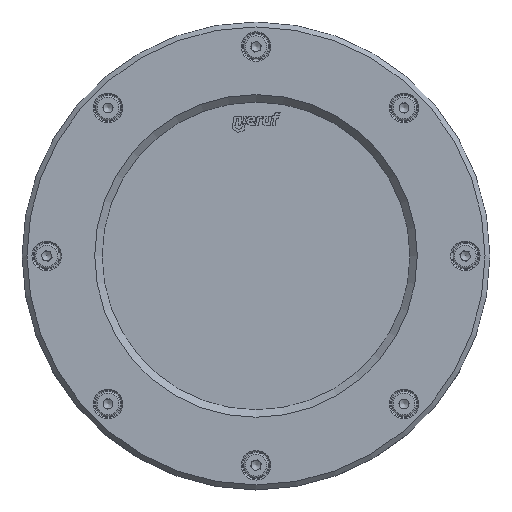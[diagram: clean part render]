
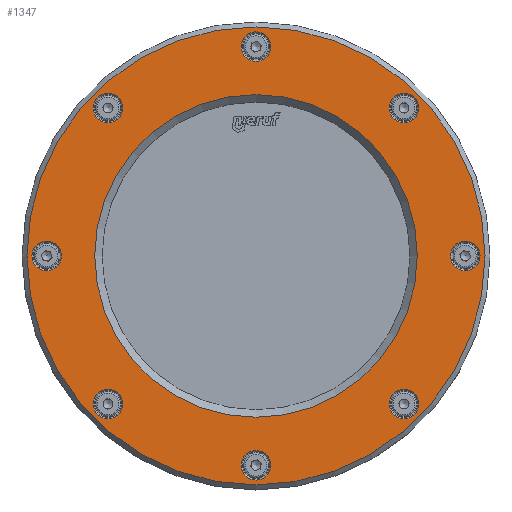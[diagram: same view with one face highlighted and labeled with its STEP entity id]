
A CAD part, top view. The second image highlights one B-rep face of the part: STEP entity #1347.
In plain terms, the highlighted planar face has unit normal (0, 0, 1).
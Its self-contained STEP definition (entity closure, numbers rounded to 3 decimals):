
#1142=CARTESIAN_POINT('',(0.,65.5,15.));
#1143=DIRECTION('',(0.,0.,1.));
#1144=DIRECTION('',(1.,0.,0.));
#1145=AXIS2_PLACEMENT_3D('',#1142,#1143,#1144);
#1146=PLANE('',#1145);
#1147=CARTESIAN_POINT('',(-91.,0.,15.));
#1148=VERTEX_POINT('',#1147);
#1149=CARTESIAN_POINT('',(-79.,0.,15.));
#1150=VERTEX_POINT('',#1149);
#1151=CARTESIAN_POINT('',(-85.,0.,15.));
#1152=DIRECTION('',(-0.,-0.,-1.));
#1153=DIRECTION('',(1.,0.,-0.));
#1154=AXIS2_PLACEMENT_3D('',#1151,#1152,#1153);
#1155=CIRCLE('',#1154,6.);
#1156=EDGE_CURVE('',#1148,#1150,#1155,.T.);
#1157=ORIENTED_EDGE('',*,*,#1156,.T.);
#1158=CARTESIAN_POINT('',(-85.,0.,15.));
#1159=DIRECTION('',(-0.,-0.,-1.));
#1160=DIRECTION('',(1.,0.,-0.));
#1161=AXIS2_PLACEMENT_3D('',#1158,#1159,#1160);
#1162=CIRCLE('',#1161,6.);
#1163=EDGE_CURVE('',#1150,#1148,#1162,.T.);
#1164=ORIENTED_EDGE('',*,*,#1163,.T.);
#1165=EDGE_LOOP('',(#1157,#1164));
#1166=FACE_BOUND('',#1165,.T.);
#1167=CARTESIAN_POINT('',(-54.104,60.104,15.));
#1168=VERTEX_POINT('',#1167);
#1169=CARTESIAN_POINT('',(-66.104,60.104,15.));
#1170=VERTEX_POINT('',#1169);
#1171=CARTESIAN_POINT('',(-60.104,60.104,15.));
#1172=DIRECTION('',(-0.,-0.,-1.));
#1173=DIRECTION('',(1.,0.,-0.));
#1174=AXIS2_PLACEMENT_3D('',#1171,#1172,#1173);
#1175=CIRCLE('',#1174,6.);
#1176=EDGE_CURVE('',#1168,#1170,#1175,.T.);
#1177=ORIENTED_EDGE('',*,*,#1176,.T.);
#1178=CARTESIAN_POINT('',(-60.104,60.104,15.));
#1179=DIRECTION('',(-0.,-0.,-1.));
#1180=DIRECTION('',(1.,0.,-0.));
#1181=AXIS2_PLACEMENT_3D('',#1178,#1179,#1180);
#1182=CIRCLE('',#1181,6.);
#1183=EDGE_CURVE('',#1170,#1168,#1182,.T.);
#1184=ORIENTED_EDGE('',*,*,#1183,.T.);
#1185=EDGE_LOOP('',(#1177,#1184));
#1186=FACE_BOUND('',#1185,.T.);
#1187=CARTESIAN_POINT('',(54.104,60.104,15.));
#1188=VERTEX_POINT('',#1187);
#1189=CARTESIAN_POINT('',(66.104,60.104,15.));
#1190=VERTEX_POINT('',#1189);
#1191=CARTESIAN_POINT('',(60.104,60.104,15.));
#1192=DIRECTION('',(-0.,-0.,-1.));
#1193=DIRECTION('',(1.,0.,-0.));
#1194=AXIS2_PLACEMENT_3D('',#1191,#1192,#1193);
#1195=CIRCLE('',#1194,6.);
#1196=EDGE_CURVE('',#1188,#1190,#1195,.T.);
#1197=ORIENTED_EDGE('',*,*,#1196,.T.);
#1198=CARTESIAN_POINT('',(60.104,60.104,15.));
#1199=DIRECTION('',(-0.,-0.,-1.));
#1200=DIRECTION('',(1.,0.,-0.));
#1201=AXIS2_PLACEMENT_3D('',#1198,#1199,#1200);
#1202=CIRCLE('',#1201,6.);
#1203=EDGE_CURVE('',#1190,#1188,#1202,.T.);
#1204=ORIENTED_EDGE('',*,*,#1203,.T.);
#1205=EDGE_LOOP('',(#1197,#1204));
#1206=FACE_BOUND('',#1205,.T.);
#1207=CARTESIAN_POINT('',(79.,0.,15.));
#1208=VERTEX_POINT('',#1207);
#1209=CARTESIAN_POINT('',(91.,0.,15.));
#1210=VERTEX_POINT('',#1209);
#1211=CARTESIAN_POINT('',(85.,0.,15.));
#1212=DIRECTION('',(-0.,-0.,-1.));
#1213=DIRECTION('',(1.,0.,-0.));
#1214=AXIS2_PLACEMENT_3D('',#1211,#1212,#1213);
#1215=CIRCLE('',#1214,6.);
#1216=EDGE_CURVE('',#1208,#1210,#1215,.T.);
#1217=ORIENTED_EDGE('',*,*,#1216,.T.);
#1218=CARTESIAN_POINT('',(85.,0.,15.));
#1219=DIRECTION('',(-0.,-0.,-1.));
#1220=DIRECTION('',(1.,0.,-0.));
#1221=AXIS2_PLACEMENT_3D('',#1218,#1219,#1220);
#1222=CIRCLE('',#1221,6.);
#1223=EDGE_CURVE('',#1210,#1208,#1222,.T.);
#1224=ORIENTED_EDGE('',*,*,#1223,.T.);
#1225=EDGE_LOOP('',(#1217,#1224));
#1226=FACE_BOUND('',#1225,.T.);
#1227=CARTESIAN_POINT('',(-66.104,-60.104,15.));
#1228=VERTEX_POINT('',#1227);
#1229=CARTESIAN_POINT('',(-54.104,-60.104,15.));
#1230=VERTEX_POINT('',#1229);
#1231=CARTESIAN_POINT('',(-60.104,-60.104,15.));
#1232=DIRECTION('',(-0.,-0.,-1.));
#1233=DIRECTION('',(1.,0.,-0.));
#1234=AXIS2_PLACEMENT_3D('',#1231,#1232,#1233);
#1235=CIRCLE('',#1234,6.);
#1236=EDGE_CURVE('',#1228,#1230,#1235,.T.);
#1237=ORIENTED_EDGE('',*,*,#1236,.T.);
#1238=CARTESIAN_POINT('',(-60.104,-60.104,15.));
#1239=DIRECTION('',(-0.,-0.,-1.));
#1240=DIRECTION('',(1.,0.,-0.));
#1241=AXIS2_PLACEMENT_3D('',#1238,#1239,#1240);
#1242=CIRCLE('',#1241,6.);
#1243=EDGE_CURVE('',#1230,#1228,#1242,.T.);
#1244=ORIENTED_EDGE('',*,*,#1243,.T.);
#1245=EDGE_LOOP('',(#1237,#1244));
#1246=FACE_BOUND('',#1245,.T.);
#1247=CARTESIAN_POINT('',(-6.,85.,15.));
#1248=VERTEX_POINT('',#1247);
#1249=CARTESIAN_POINT('',(6.,85.,15.));
#1250=VERTEX_POINT('',#1249);
#1251=CARTESIAN_POINT('',(-0.,85.,15.));
#1252=DIRECTION('',(-0.,-0.,-1.));
#1253=DIRECTION('',(1.,0.,-0.));
#1254=AXIS2_PLACEMENT_3D('',#1251,#1252,#1253);
#1255=CIRCLE('',#1254,6.);
#1256=EDGE_CURVE('',#1248,#1250,#1255,.T.);
#1257=ORIENTED_EDGE('',*,*,#1256,.T.);
#1258=CARTESIAN_POINT('',(-0.,85.,15.));
#1259=DIRECTION('',(-0.,-0.,-1.));
#1260=DIRECTION('',(1.,0.,-0.));
#1261=AXIS2_PLACEMENT_3D('',#1258,#1259,#1260);
#1262=CIRCLE('',#1261,6.);
#1263=EDGE_CURVE('',#1250,#1248,#1262,.T.);
#1264=ORIENTED_EDGE('',*,*,#1263,.T.);
#1265=EDGE_LOOP('',(#1257,#1264));
#1266=FACE_BOUND('',#1265,.T.);
#1267=CARTESIAN_POINT('',(54.104,-60.104,15.));
#1268=VERTEX_POINT('',#1267);
#1269=CARTESIAN_POINT('',(66.104,-60.104,15.));
#1270=VERTEX_POINT('',#1269);
#1271=CARTESIAN_POINT('',(60.104,-60.104,15.));
#1272=DIRECTION('',(-0.,-0.,-1.));
#1273=DIRECTION('',(1.,0.,-0.));
#1274=AXIS2_PLACEMENT_3D('',#1271,#1272,#1273);
#1275=CIRCLE('',#1274,6.);
#1276=EDGE_CURVE('',#1268,#1270,#1275,.T.);
#1277=ORIENTED_EDGE('',*,*,#1276,.T.);
#1278=CARTESIAN_POINT('',(60.104,-60.104,15.));
#1279=DIRECTION('',(-0.,-0.,-1.));
#1280=DIRECTION('',(1.,0.,-0.));
#1281=AXIS2_PLACEMENT_3D('',#1278,#1279,#1280);
#1282=CIRCLE('',#1281,6.);
#1283=EDGE_CURVE('',#1270,#1268,#1282,.T.);
#1284=ORIENTED_EDGE('',*,*,#1283,.T.);
#1285=EDGE_LOOP('',(#1277,#1284));
#1286=FACE_BOUND('',#1285,.T.);
#1287=CARTESIAN_POINT('',(-6.,-85.,15.));
#1288=VERTEX_POINT('',#1287);
#1289=CARTESIAN_POINT('',(6.,-85.,15.));
#1290=VERTEX_POINT('',#1289);
#1291=CARTESIAN_POINT('',(0.,-85.,15.));
#1292=DIRECTION('',(-0.,-0.,-1.));
#1293=DIRECTION('',(1.,0.,-0.));
#1294=AXIS2_PLACEMENT_3D('',#1291,#1292,#1293);
#1295=CIRCLE('',#1294,6.);
#1296=EDGE_CURVE('',#1288,#1290,#1295,.T.);
#1297=ORIENTED_EDGE('',*,*,#1296,.T.);
#1298=CARTESIAN_POINT('',(0.,-85.,15.));
#1299=DIRECTION('',(-0.,-0.,-1.));
#1300=DIRECTION('',(1.,0.,-0.));
#1301=AXIS2_PLACEMENT_3D('',#1298,#1299,#1300);
#1302=CIRCLE('',#1301,6.);
#1303=EDGE_CURVE('',#1290,#1288,#1302,.T.);
#1304=ORIENTED_EDGE('',*,*,#1303,.T.);
#1305=EDGE_LOOP('',(#1297,#1304));
#1306=FACE_BOUND('',#1305,.T.);
#1307=CARTESIAN_POINT('',(93.,-0.,15.));
#1308=VERTEX_POINT('',#1307);
#1309=CARTESIAN_POINT('',(-93.,0.,15.));
#1310=VERTEX_POINT('',#1309);
#1311=CARTESIAN_POINT('',(0.,0.,15.));
#1312=DIRECTION('',(0.,0.,1.));
#1313=DIRECTION('',(1.,0.,-0.));
#1314=AXIS2_PLACEMENT_3D('',#1311,#1312,#1313);
#1315=CIRCLE('',#1314,93.);
#1316=EDGE_CURVE('',#1308,#1310,#1315,.T.);
#1317=ORIENTED_EDGE('',*,*,#1316,.T.);
#1318=CARTESIAN_POINT('',(0.,0.,15.));
#1319=DIRECTION('',(0.,0.,1.));
#1320=DIRECTION('',(1.,0.,-0.));
#1321=AXIS2_PLACEMENT_3D('',#1318,#1319,#1320);
#1322=CIRCLE('',#1321,93.);
#1323=EDGE_CURVE('',#1310,#1308,#1322,.T.);
#1324=ORIENTED_EDGE('',*,*,#1323,.T.);
#1325=EDGE_LOOP('',(#1317,#1324));
#1326=FACE_BOUND('',#1325,.T.);
#1327=CARTESIAN_POINT('',(65.5,-0.,15.));
#1328=VERTEX_POINT('',#1327);
#1329=CARTESIAN_POINT('',(-65.5,0.,15.));
#1330=VERTEX_POINT('',#1329);
#1331=CARTESIAN_POINT('',(0.,0.,15.));
#1332=DIRECTION('',(-0.,-0.,-1.));
#1333=DIRECTION('',(1.,0.,-0.));
#1334=AXIS2_PLACEMENT_3D('',#1331,#1332,#1333);
#1335=CIRCLE('',#1334,65.5);
#1336=EDGE_CURVE('NONE',#1328,#1330,#1335,.T.);
#1337=ORIENTED_EDGE('',*,*,#1336,.T.);
#1338=CARTESIAN_POINT('',(0.,0.,15.));
#1339=DIRECTION('',(-0.,-0.,-1.));
#1340=DIRECTION('',(1.,0.,-0.));
#1341=AXIS2_PLACEMENT_3D('',#1338,#1339,#1340);
#1342=CIRCLE('',#1341,65.5);
#1343=EDGE_CURVE('NONE',#1330,#1328,#1342,.T.);
#1344=ORIENTED_EDGE('',*,*,#1343,.T.);
#1345=EDGE_LOOP('',(#1337,#1344));
#1346=FACE_BOUND('',#1345,.T.);
#1347=ADVANCED_FACE('',(#1166,#1186,#1206,#1226,#1246,#1266,#1286,#1306,#1326,#1346),#1146,.T.);
